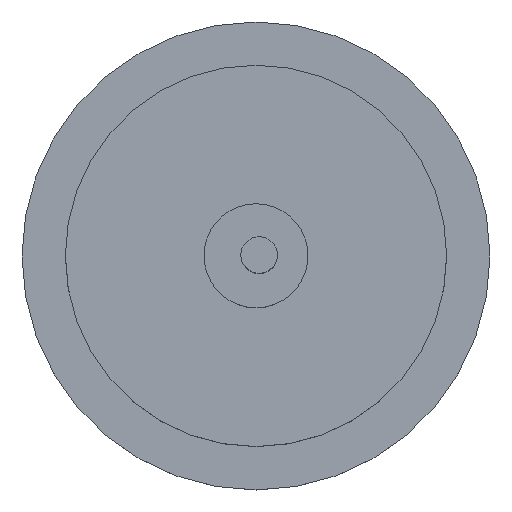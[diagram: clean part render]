
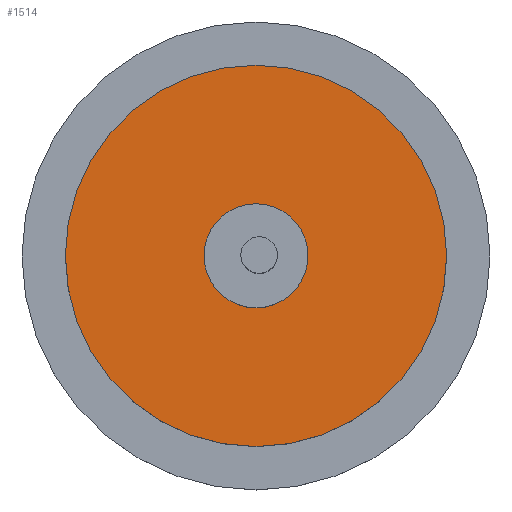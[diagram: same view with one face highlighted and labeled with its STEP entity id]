
A CAD part, top view. The second image highlights one B-rep face of the part: STEP entity #1514.
In plain terms, the highlighted planar face has unit normal (0, 0, 1).
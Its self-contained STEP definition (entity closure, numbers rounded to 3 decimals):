
#1393=CARTESIAN_POINT('Axis2P3D Location',(0.,0.,11.)) ;
#1397=CARTESIAN_POINT('Vertex',(-3.,0.,11.)) ;
#1399=CARTESIAN_POINT('Vertex',(3.,0.,11.)) ;
#1428=CARTESIAN_POINT('Axis2P3D Location',(0.,0.,11.)) ;
#1451=CARTESIAN_POINT('Vertex',(-11.,0.,11.)) ;
#1470=CARTESIAN_POINT('Vertex',(11.,0.,11.)) ;
#1473=CARTESIAN_POINT('Axis2P3D Location',(0.,0.,11.)) ;
#1487=CARTESIAN_POINT('Axis2P3D Location',(0.,0.,11.)) ;
#1501=CARTESIAN_POINT('Axis2P3D Location',(0.,0.,11.)) ;
#1394=DIRECTION('Axis2P3D Direction',(0.,0.,1.)) ;
#1429=DIRECTION('Axis2P3D Direction',(0.,0.,1.)) ;
#1474=DIRECTION('Axis2P3D Direction',(0.,0.,1.)) ;
#1488=DIRECTION('Axis2P3D Direction',(0.,0.,1.)) ;
#1502=DIRECTION('Axis2P3D Direction',(0.,0.,1.)) ;
#1503=DIRECTION('Axis2P3D XDirection',(1.,0.,0.)) ;
#1395=AXIS2_PLACEMENT_3D('Circle Axis2P3D',#1393,#1394,$) ;
#1430=AXIS2_PLACEMENT_3D('Circle Axis2P3D',#1428,#1429,$) ;
#1475=AXIS2_PLACEMENT_3D('Circle Axis2P3D',#1473,#1474,$) ;
#1489=AXIS2_PLACEMENT_3D('Circle Axis2P3D',#1487,#1488,$) ;
#1504=AXIS2_PLACEMENT_3D('Plane Axis2P3D',#1501,#1502,#1503) ;
#1507=ORIENTED_EDGE('',*,*,#1491,.T.) ;
#1508=ORIENTED_EDGE('',*,*,#1477,.T.) ;
#1511=ORIENTED_EDGE('',*,*,#1401,.F.) ;
#1512=ORIENTED_EDGE('',*,*,#1432,.F.) ;
#1513=FACE_BOUND('',#1510,.T.) ;
#1514=ADVANCED_FACE('PartBody',(#1509,#1513),#1505,.T.) ;
#1396=CIRCLE('generated circle',#1395,3.) ;
#1431=CIRCLE('generated circle',#1430,3.) ;
#1476=CIRCLE('generated circle',#1475,11.) ;
#1490=CIRCLE('generated circle',#1489,11.) ;
#1401=EDGE_CURVE('',#1398,#1400,#1396,.T.) ;
#1432=EDGE_CURVE('',#1400,#1398,#1431,.T.) ;
#1477=EDGE_CURVE('',#1452,#1471,#1476,.T.) ;
#1491=EDGE_CURVE('',#1471,#1452,#1490,.T.) ;
#1506=EDGE_LOOP('',(#1507,#1508)) ;
#1510=EDGE_LOOP('',(#1511,#1512)) ;
#1509=FACE_OUTER_BOUND('',#1506,.T.) ;
#1505=PLANE('',#1504) ;
#1398=VERTEX_POINT('',#1397) ;
#1400=VERTEX_POINT('',#1399) ;
#1452=VERTEX_POINT('',#1451) ;
#1471=VERTEX_POINT('',#1470) ;
